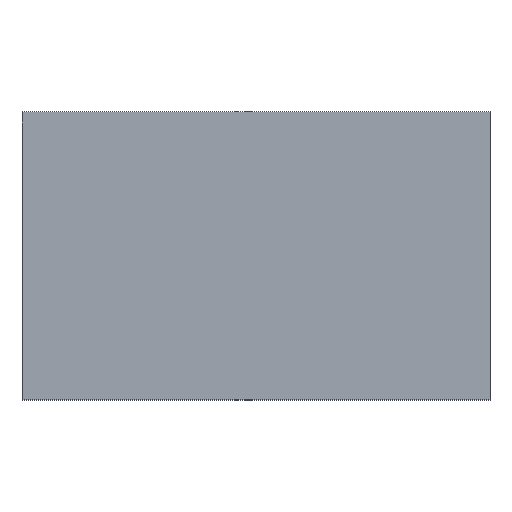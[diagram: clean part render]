
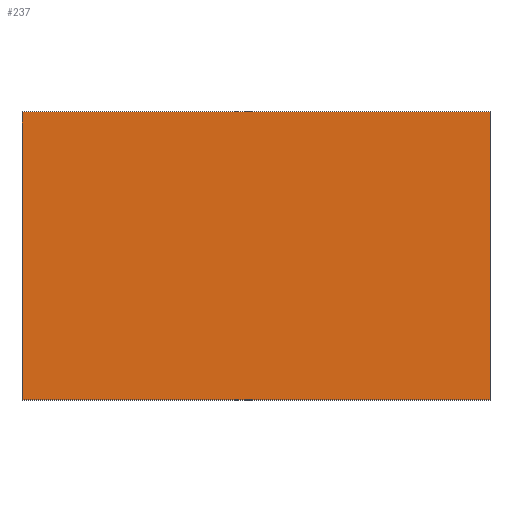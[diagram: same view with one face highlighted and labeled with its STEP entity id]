
A CAD part, top view. The second image highlights one B-rep face of the part: STEP entity #237.
In plain terms, the highlighted planar face has unit normal (0, 0, 1).
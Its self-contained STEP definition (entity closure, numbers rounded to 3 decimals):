
#237=ADVANCED_FACE('',(#607),#608,.T.);
#483=VERTEX_POINT('',#858);
#487=VERTEX_POINT('',#862);
#489=EDGE_CURVE('',#487,#483,#864,.T.);
#493=VERTEX_POINT('',#868);
#495=EDGE_CURVE('',#483,#493,#870,.T.);
#497=VERTEX_POINT('',#872);
#499=EDGE_CURVE('',#497,#493,#874,.T.);
#501=EDGE_CURVE('',#487,#497,#876,.T.);
#607=FACE_OUTER_BOUND('',#972,.T.);
#608=PLANE('',#973);
#858=CARTESIAN_POINT('',(39.0,0.0,9.0));
#862=CARTESIAN_POINT('',(0.0,0.0,9.0));
#864=LINE('',#1360,#1361);
#868=CARTESIAN_POINT('',(39.0,24.0,9.0));
#870=LINE('',#1370,#1371);
#872=CARTESIAN_POINT('',(0.0,24.0,9.0));
#874=LINE('',#1376,#1377);
#876=LINE('',#1380,#1381);
#972=EDGE_LOOP('',(#1619,#1620,#1621,#1622));
#973=AXIS2_PLACEMENT_3D('',#1623,#1624,#1625);
#1360=CARTESIAN_POINT('',(0.0,0.0,9.0));
#1361=VECTOR('',#1781,1.0);
#1370=CARTESIAN_POINT('',(39.0,0.0,9.0));
#1371=VECTOR('',#1783,1.0);
#1376=CARTESIAN_POINT('',(0.0,24.0,9.0));
#1377=VECTOR('',#1784,1.0);
#1380=CARTESIAN_POINT('',(0.0,0.0,9.0));
#1381=VECTOR('',#1785,1.0);
#1619=ORIENTED_EDGE('',*,*,#495,.T.);
#1620=ORIENTED_EDGE('',*,*,#499,.F.);
#1621=ORIENTED_EDGE('',*,*,#501,.F.);
#1622=ORIENTED_EDGE('',*,*,#489,.T.);
#1623=CARTESIAN_POINT('',(0.0,0.0,9.0));
#1624=DIRECTION('',(0.0,0.0,1.0));
#1625=DIRECTION('',(0.0,-1.0,0.0));
#1781=DIRECTION('',(1.0,0.0,0.0));
#1783=DIRECTION('',(0.0,1.0,0.0));
#1784=DIRECTION('',(1.0,0.0,0.0));
#1785=DIRECTION('',(0.0,1.0,0.0));
